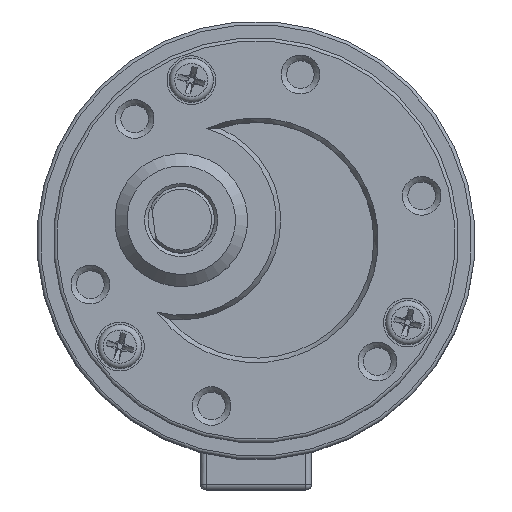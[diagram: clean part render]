
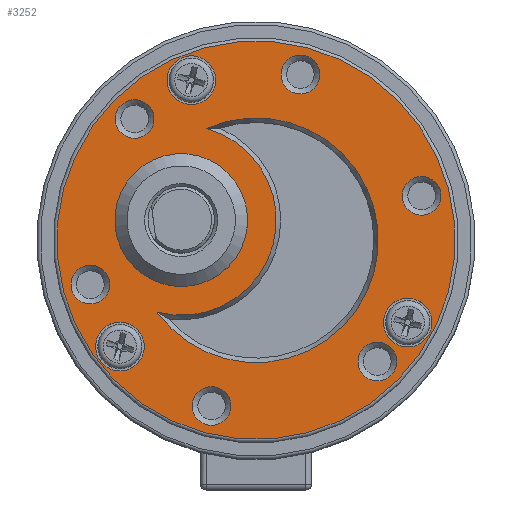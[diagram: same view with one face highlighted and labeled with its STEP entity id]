
A CAD part, top view. The second image highlights one B-rep face of the part: STEP entity #3252.
In plain terms, the highlighted planar face has unit normal (0, 0, 1).
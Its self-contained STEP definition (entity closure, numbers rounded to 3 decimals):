
#3252=ADVANCED_FACE('',(#4083,#4084,#4085,#4086,#4087,#4088,#4089,#4090,
#4091,#4092,#4093,#4094),#3768,.T.);
#3768=PLANE('',#9608);
#4083=FACE_BOUND('',#4320,.T.);
#4084=FACE_BOUND('',#4321,.T.);
#4085=FACE_BOUND('',#4322,.T.);
#4086=FACE_BOUND('',#4323,.T.);
#4087=FACE_BOUND('',#4324,.T.);
#4088=FACE_BOUND('',#4325,.T.);
#4089=FACE_BOUND('',#4326,.T.);
#4090=FACE_BOUND('',#4327,.T.);
#4091=FACE_BOUND('',#4328,.T.);
#4092=FACE_BOUND('',#4329,.T.);
#4093=FACE_BOUND('',#4330,.T.);
#4094=FACE_BOUND('',#4331,.T.);
#4320=EDGE_LOOP('',(#4964));
#4321=EDGE_LOOP('',(#4965));
#4322=EDGE_LOOP('',(#4966));
#4323=EDGE_LOOP('',(#4967));
#4324=EDGE_LOOP('',(#4968));
#4325=EDGE_LOOP('',(#4969));
#4326=EDGE_LOOP('',(#4970));
#4327=EDGE_LOOP('',(#4971));
#4328=EDGE_LOOP('',(#4972));
#4329=EDGE_LOOP('',(#4973));
#4330=EDGE_LOOP('',(#4974));
#4331=EDGE_LOOP('',(#4975,#4976));
#4964=ORIENTED_EDGE('',*,*,#7926,.T.);
#4965=ORIENTED_EDGE('',*,*,#7927,.T.);
#4966=ORIENTED_EDGE('',*,*,#7928,.T.);
#4967=ORIENTED_EDGE('',*,*,#7929,.F.);
#4968=ORIENTED_EDGE('',*,*,#7930,.T.);
#4969=ORIENTED_EDGE('',*,*,#7931,.T.);
#4970=ORIENTED_EDGE('',*,*,#7932,.T.);
#4971=ORIENTED_EDGE('',*,*,#7933,.T.);
#4972=ORIENTED_EDGE('',*,*,#7934,.T.);
#4973=ORIENTED_EDGE('',*,*,#7935,.T.);
#4974=ORIENTED_EDGE('',*,*,#7936,.T.);
#4975=ORIENTED_EDGE('',*,*,#7937,.T.);
#4976=ORIENTED_EDGE('',*,*,#7938,.T.);
#7168=VERTEX_POINT('',#12810);
#7169=VERTEX_POINT('',#12812);
#7170=VERTEX_POINT('',#12814);
#7171=VERTEX_POINT('',#12816);
#7172=VERTEX_POINT('',#12818);
#7173=VERTEX_POINT('',#12820);
#7174=VERTEX_POINT('',#12822);
#7175=VERTEX_POINT('',#12824);
#7176=VERTEX_POINT('',#12826);
#7177=VERTEX_POINT('',#12828);
#7178=VERTEX_POINT('',#12830);
#7179=VERTEX_POINT('',#12832);
#7180=VERTEX_POINT('',#12833);
#7926=EDGE_CURVE('',#7168,#7168,#9028,.T.);
#7927=EDGE_CURVE('',#7169,#7169,#9029,.T.);
#7928=EDGE_CURVE('',#7170,#7170,#9030,.T.);
#7929=EDGE_CURVE('',#7171,#7171,#9031,.T.);
#7930=EDGE_CURVE('',#7172,#7172,#9032,.T.);
#7931=EDGE_CURVE('',#7173,#7173,#9033,.T.);
#7932=EDGE_CURVE('',#7174,#7174,#9034,.T.);
#7933=EDGE_CURVE('',#7175,#7175,#9035,.T.);
#7934=EDGE_CURVE('',#7176,#7176,#9036,.T.);
#7935=EDGE_CURVE('',#7177,#7177,#9037,.T.);
#7936=EDGE_CURVE('',#7178,#7178,#9038,.T.);
#7937=EDGE_CURVE('',#7179,#7180,#9039,.T.);
#7938=EDGE_CURVE('',#7180,#7179,#9040,.T.);
#9028=CIRCLE('',#9595,1.75);
#9029=CIRCLE('',#9596,1.75);
#9030=CIRCLE('',#9597,1.75);
#9031=CIRCLE('',#9598,6.);
#9032=CIRCLE('',#9599,1.75);
#9033=CIRCLE('',#9600,1.75);
#9034=CIRCLE('',#9601,1.75);
#9035=CIRCLE('',#9602,18.);
#9036=CIRCLE('',#9603,2.2);
#9037=CIRCLE('',#9604,2.2);
#9038=CIRCLE('',#9605,2.2);
#9039=CIRCLE('',#9606,8.596);
#9040=CIRCLE('',#9607,11.054);
#9595=AXIS2_PLACEMENT_3D('',#12809,#10464,#10465);
#9596=AXIS2_PLACEMENT_3D('',#12811,#10466,#10467);
#9597=AXIS2_PLACEMENT_3D('',#12813,#10468,#10469);
#9598=AXIS2_PLACEMENT_3D('',#12815,#10470,#10471);
#9599=AXIS2_PLACEMENT_3D('',#12817,#10472,#10473);
#9600=AXIS2_PLACEMENT_3D('',#12819,#10474,#10475);
#9601=AXIS2_PLACEMENT_3D('',#12821,#10476,#10477);
#9602=AXIS2_PLACEMENT_3D('',#12823,#10478,#10479);
#9603=AXIS2_PLACEMENT_3D('',#12825,#10480,#10481);
#9604=AXIS2_PLACEMENT_3D('',#12827,#10482,#10483);
#9605=AXIS2_PLACEMENT_3D('',#12829,#10484,#10485);
#9606=AXIS2_PLACEMENT_3D('',#12831,#10486,#10487);
#9607=AXIS2_PLACEMENT_3D('',#12834,#10488,#10489);
#9608=AXIS2_PLACEMENT_3D('',#12835,#10490,#10491);
#10464=DIRECTION('',(0.,0.,-1.));
#10465=DIRECTION('',(-0.966,0.259,0.));
#10466=DIRECTION('',(0.,0.,-1.));
#10467=DIRECTION('',(-0.966,0.259,0.));
#10468=DIRECTION('',(0.,0.,-1.));
#10469=DIRECTION('',(-0.966,0.259,0.));
#10470=DIRECTION('',(0.,0.,1.));
#10471=DIRECTION('',(-0.966,0.259,0.));
#10472=DIRECTION('',(0.,0.,-1.));
#10473=DIRECTION('',(-0.966,0.259,0.));
#10474=DIRECTION('',(0.,0.,-1.));
#10475=DIRECTION('',(-0.966,0.259,0.));
#10476=DIRECTION('',(0.,0.,-1.));
#10477=DIRECTION('',(-0.966,0.259,0.));
#10478=DIRECTION('',(0.,0.,1.));
#10479=DIRECTION('',(-0.966,0.259,0.));
#10480=DIRECTION('',(0.,0.,-1.));
#10481=DIRECTION('',(0.966,-0.259,0.));
#10482=DIRECTION('',(0.,0.,-1.));
#10483=DIRECTION('',(0.966,-0.259,0.));
#10484=DIRECTION('',(0.,0.,-1.));
#10485=DIRECTION('',(0.966,-0.259,0.));
#10486=DIRECTION('',(0.,0.,1.));
#10487=DIRECTION('',(-0.966,0.259,0.));
#10488=DIRECTION('',(0.,0.,-1.));
#10489=DIRECTION('',(-0.966,0.259,0.));
#10490=DIRECTION('',(0.,0.,1.));
#10491=DIRECTION('',(-0.966,0.259,0.));
#12809=CARTESIAN_POINT('',(10.96,-10.96,45.55));
#12810=CARTESIAN_POINT('',(9.27,-10.507,45.55));
#12811=CARTESIAN_POINT('',(-14.972,-4.012,45.55));
#12812=CARTESIAN_POINT('',(-16.662,-3.559,45.55));
#12813=CARTESIAN_POINT('',(4.012,14.972,45.55));
#12814=CARTESIAN_POINT('',(2.321,15.425,45.55));
#12815=CARTESIAN_POINT('',(-6.761,1.812,45.55));
#12816=CARTESIAN_POINT('',(-12.557,3.365,45.55));
#12817=CARTESIAN_POINT('',(-4.012,-14.972,45.55));
#12818=CARTESIAN_POINT('',(-5.702,-14.519,45.55));
#12819=CARTESIAN_POINT('',(14.972,4.012,45.55));
#12820=CARTESIAN_POINT('',(13.281,4.465,45.55));
#12821=CARTESIAN_POINT('',(-10.96,10.96,45.55));
#12822=CARTESIAN_POINT('',(-12.651,11.413,45.55));
#12823=CARTESIAN_POINT('',(0.,0.,
45.55));
#12824=CARTESIAN_POINT('',(-17.387,4.659,45.55));
#12825=CARTESIAN_POINT('',(13.71,-7.444,45.55));
#12826=CARTESIAN_POINT('',(15.835,-8.013,45.55));
#12827=CARTESIAN_POINT('',(-5.844,14.464,45.55));
#12828=CARTESIAN_POINT('',(-3.719,13.895,45.55));
#12829=CARTESIAN_POINT('',(-12.293,-9.604,45.55));
#12830=CARTESIAN_POINT('',(-10.168,-10.174,45.55));
#12831=CARTESIAN_POINT('',(-6.761,1.812,45.55));
#12832=CARTESIAN_POINT('',(-8.938,-6.504,45.55));
#12833=CARTESIAN_POINT('',(-4.489,10.102,45.55));
#12834=CARTESIAN_POINT('',(0.,0.,
45.55));
#12835=CARTESIAN_POINT('',(0.,0.,
45.55));
